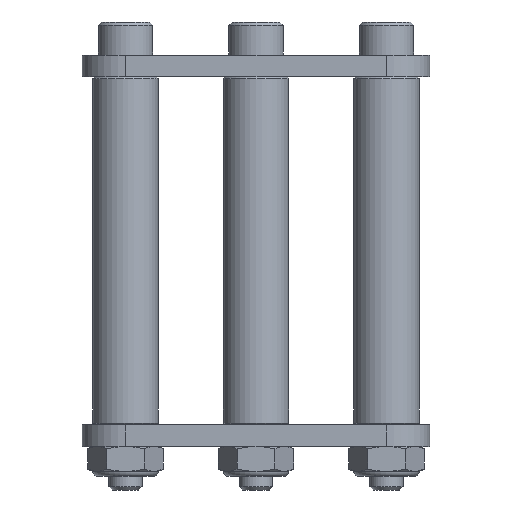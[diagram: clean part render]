
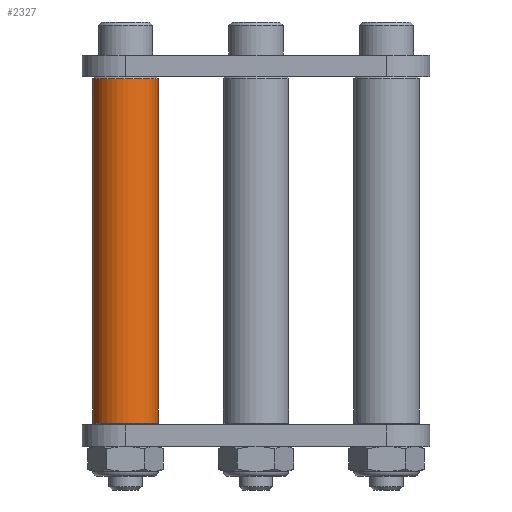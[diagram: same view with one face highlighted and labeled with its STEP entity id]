
A CAD part, left-side view. The second image highlights one B-rep face of the part: STEP entity #2327.
In plain terms, the highlighted cylindrical face has radius 4.763 mm (diameter 9.525 mm), a full revolution.
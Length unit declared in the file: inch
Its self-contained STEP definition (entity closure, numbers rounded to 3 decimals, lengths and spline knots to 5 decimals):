
#63 = FACE_OUTER_BOUND ( 'NONE', #147, .T. ) ;
#117 = CIRCLE ( 'NONE', #3181, 0.1875 ) ;
#147 = EDGE_LOOP ( 'NONE', ( #737 ) ) ;
#151 = VERTEX_POINT ( 'NONE', #1348 ) ;
#254 = CARTESIAN_POINT ( 'NONE',  ( 0., 1.99, 0. ) ) ;
#486 = EDGE_CURVE ( 'NONE', #151, #151, #1689, .T. ) ;
#574 = EDGE_CURVE ( 'NONE', #1271, #1271, #117, .T. ) ;
#737 = ORIENTED_EDGE ( 'NONE', *, *, #486, .T. ) ;
#839 = CARTESIAN_POINT ( 'NONE',  ( 0., 0.01, 0. ) ) ;
#1038 = DIRECTION ( 'NONE',  ( 0., -1., 0. ) ) ;
#1105 = DIRECTION ( 'NONE',  ( 0., 0., 1. ) ) ;
#1178 = DIRECTION ( 'NONE',  ( 0., -1., 0. ) ) ;
#1207 = ORIENTED_EDGE ( 'NONE', *, *, #574, .T. ) ;
#1271 = VERTEX_POINT ( 'NONE', #2168 ) ;
#1348 = CARTESIAN_POINT ( 'NONE',  ( 0., 0.01, 0.1875 ) ) ;
#1689 = CIRCLE ( 'NONE', #1948, 0.1875 ) ;
#1948 = AXIS2_PLACEMENT_3D ( 'NONE', #839, #2306, #1105 ) ;
#2168 = CARTESIAN_POINT ( 'NONE',  ( 0., 1.99, 0.1875 ) ) ;
#2248 = DIRECTION ( 'NONE',  ( 0., 0., -1. ) ) ;
#2306 = DIRECTION ( 'NONE',  ( 0., 1., 0. ) ) ;
#2327 = ADVANCED_FACE ( 'NONE', ( #63, #3750 ), #2491, .T. ) ;
#2439 = DIRECTION ( 'NONE',  ( 0., 0., 1. ) ) ;
#2491 = CYLINDRICAL_SURFACE ( 'NONE', #2543, 0.1875 ) ;
#2543 = AXIS2_PLACEMENT_3D ( 'NONE', #3118, #1038, #2248 ) ;
#3118 = CARTESIAN_POINT ( 'NONE',  ( 0., 2., 0. ) ) ;
#3181 = AXIS2_PLACEMENT_3D ( 'NONE', #254, #1178, #2439 ) ;
#3373 = EDGE_LOOP ( 'NONE', ( #1207 ) ) ;
#3750 = FACE_OUTER_BOUND ( 'NONE', #3373, .T. ) ;
